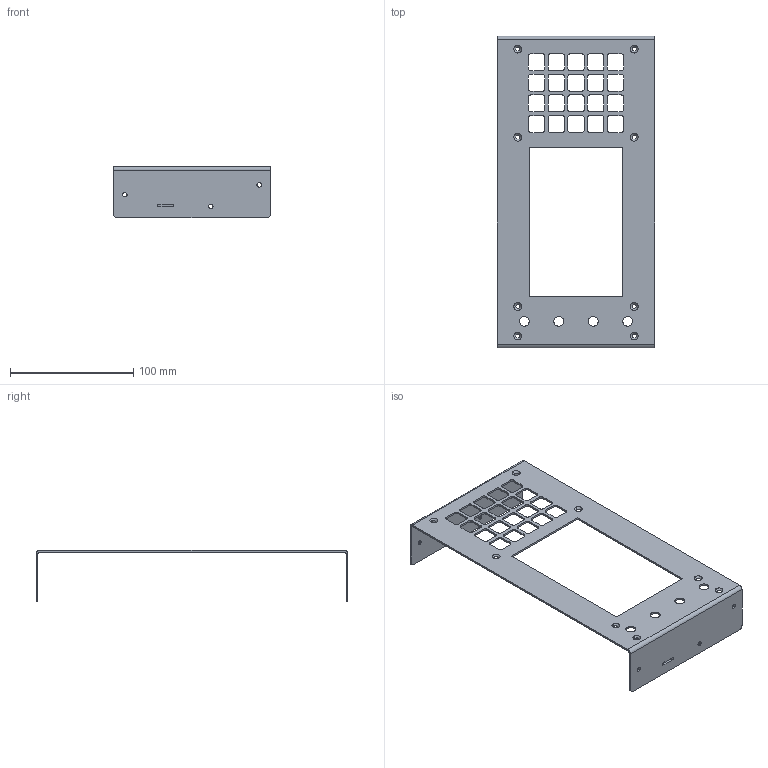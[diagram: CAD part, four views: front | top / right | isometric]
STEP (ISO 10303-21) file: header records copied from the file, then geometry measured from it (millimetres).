
FILE_DESCRIPTION((''),'2;1');
FILE_NAME('Z2_LITTLECASE_BEND_COVER','2023-03-13T',('ramon'),(''),'PRO/ENGINEER BY PARAMETRIC TECHNOLOGY CORPORATION, 2013230','PRO/ENGINEER BY PARAMETRIC TECHNOLOGY CORPORATION, 2013230','');
FILE_SCHEMA(('CONFIG_CONTROL_DESIGN'));
Length unit declared in the file: millimetre
Products named in the file (1): Z2_LITTLECASE_BEND_COVER
Bounding box: 128 x 253.2 x 41.5 mm (x, y, z)
Volume: 43667.7 mm3; surface area: 62238.3 mm2
Topology: 1 solids, 1 shells, 242 faces, 704 edges, 464 vertices
Faces by surface type: cylinder 128, plane 98, cone 16
Entity records: 8270 total; most frequent: DIRECTION 1460, CARTESIAN_POINT 1410, ORIENTED_EDGE 1408, EDGE_CURVE 704, AXIS2_PLACEMENT_3D 514, VERTEX_POINT 464, VECTOR 432, LINE 432
